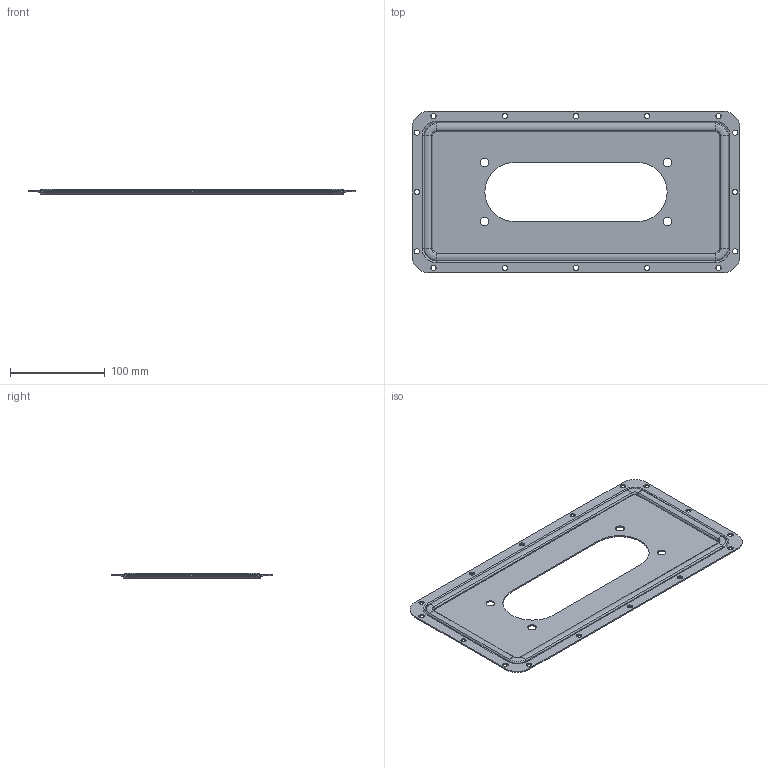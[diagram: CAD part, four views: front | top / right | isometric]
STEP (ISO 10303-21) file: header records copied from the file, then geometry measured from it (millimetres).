
FILE_DESCRIPTION (( 'STEP AP214' ), '1' );
FILE_NAME ('TI-00D-FL-345-170_TITAN Ôëàíåö êàáåëüíûé 345õ170 ñ îòâåðñòèåì IEK.STEP', '2023-09-18T09:56:07', ( '' ), ( '' ), 'SwSTEP 2.0', 'SolidWorks 2022', '' );
FILE_SCHEMA (( 'AUTOMOTIVE_DESIGN' ));
Length unit declared in the file: millimetre
Products named in the file (3): TI-00D-FL-345-170_TITAN Фланец кабельный 345х170 с отверстием IEK; RAKU-PUR 32-3250 для крышки_350х175; 139.04.01 Крышка_350х175 с прорезью
Assembly tree (2 placements, depth 2):
  TI-00D-FL-345-170_TITAN Фланец кабельный 345х170 с отверстием IEK
    139.04.01 Крышка_350х175 с прорезью
    RAKU-PUR 32-3250 для крышки_350х175
Bounding box: 345 x 170 x 5.87 mm (x, y, z)
Volume: 97135.2 mm3; surface area: 117952 mm2
Topology: 2 solids, 2 shells, 146 faces, 371 edges, 230 vertices
Faces by surface type: cylinder 87, torus 32, plane 19, cone 8
Entity records: 4667 total; most frequent: DIRECTION 903, CARTESIAN_POINT 752, ORIENTED_EDGE 742, AXIS2_PLACEMENT_3D 381, EDGE_CURVE 371, CIRCLE 230, VERTEX_POINT 230, EDGE_LOOP 191
